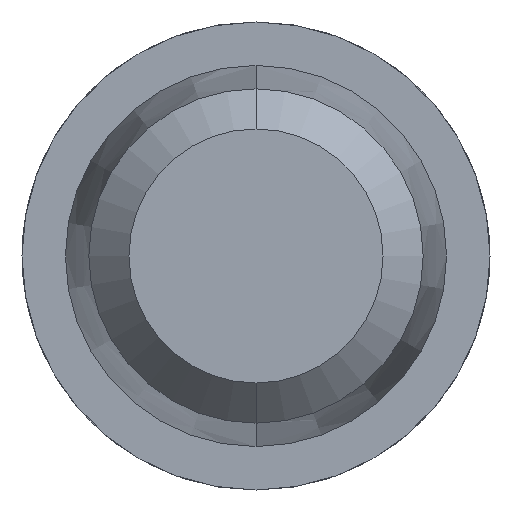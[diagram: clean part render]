
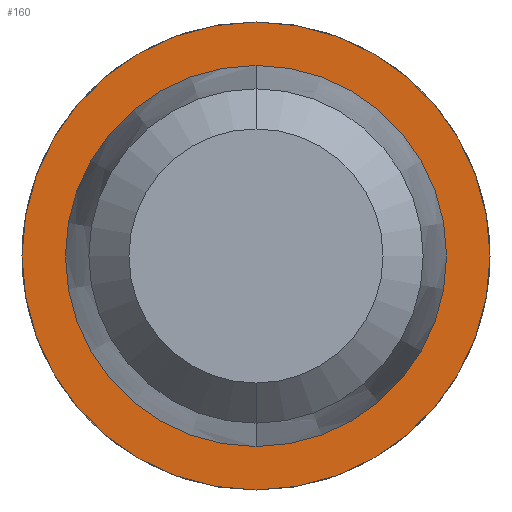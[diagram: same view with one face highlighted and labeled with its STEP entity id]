
A CAD part, front view. The second image highlights one B-rep face of the part: STEP entity #160.
In plain terms, the highlighted planar face has unit normal (0, -1, 0).
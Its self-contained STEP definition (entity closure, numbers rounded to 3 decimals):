
#8 = CIRCLE ( 'NONE', #3291, 0.7 ) ;
#65 = DIRECTION ( 'NONE',  ( 0., -1., 0. ) ) ;
#160 = ADVANCED_FACE ( 'Defeature ausgef�hrt2_14', ( #2311, #706 ), #1214, .T. ) ;
#361 = AXIS2_PLACEMENT_3D ( 'NONE', #2016, #3298, #2346 ) ;
#428 = CARTESIAN_POINT ( 'NONE',  ( 0., 26., 0.57 ) ) ;
#618 = DIRECTION ( 'NONE',  ( 0., 0., -1. ) ) ;
#706 = FACE_BOUND ( 'NONE', #2707, .T. ) ;
#762 = EDGE_CURVE ( 'Defeature ausgef�hrt2_13+Defeature ausgef�hrt2_14+Defeature ausgef�hrt2_14+Defeature ausgef�hrt2_14', #1104, #3865, #3888, .T. ) ;
#1072 = ORIENTED_EDGE ( 'NONE', *, *, #762, .F. ) ;
#1104 = VERTEX_POINT ( 'NONE', #4022 ) ;
#1197 = AXIS2_PLACEMENT_3D ( 'NONE', #3815, #1898, #618 ) ;
#1214 = PLANE ( 'NONE',  #2479 ) ;
#1266 = EDGE_LOOP ( 'NONE', ( #4019, #3148 ) ) ;
#1540 = CARTESIAN_POINT ( 'NONE',  ( 0.57, 26., 0. ) ) ;
#1543 = CARTESIAN_POINT ( 'NONE',  ( 0., 26., 0. ) ) ;
#1845 = DIRECTION ( 'NONE',  ( 0., -1., 0. ) ) ;
#1898 = DIRECTION ( 'NONE',  ( 0., -1., 0. ) ) ;
#2016 = CARTESIAN_POINT ( 'NONE',  ( 0., 26., 0. ) ) ;
#2308 = CARTESIAN_POINT ( 'NONE',  ( 0., 26., 0. ) ) ;
#2311 = FACE_OUTER_BOUND ( 'NONE', #1266, .T. ) ;
#2346 = DIRECTION ( 'NONE',  ( 0., 0., -1. ) ) ;
#2479 = AXIS2_PLACEMENT_3D ( 'NONE', #1540, #1845, #3766 ) ;
#2594 = CIRCLE ( 'NONE', #3752, 0.7 ) ;
#2707 = EDGE_LOOP ( 'NONE', ( #3539, #1072 ) ) ;
#2797 = CARTESIAN_POINT ( 'NONE',  ( 0., 26., -0.7 ) ) ;
#2875 = CARTESIAN_POINT ( 'NONE',  ( 0., 26., 0.7 ) ) ;
#2985 = VERTEX_POINT ( 'NONE', #2875 ) ;
#3148 = ORIENTED_EDGE ( 'NONE', *, *, #3789, .T. ) ;
#3156 = EDGE_CURVE ( 'Defeature ausgef�hrt2_13+Defeature ausgef�hrt2_14+Defeature ausgef�hrt2_14+Defeature ausgef�hrt2_14', #3865, #1104, #3312, .T. ) ;
#3227 = DIRECTION ( 'NONE',  ( 0., 0., -1. ) ) ;
#3291 = AXIS2_PLACEMENT_3D ( 'NONE', #1543, #3444, #4112 ) ;
#3298 = DIRECTION ( 'NONE',  ( 0., -1., 0. ) ) ;
#3312 = CIRCLE ( 'NONE', #361, 0.57 ) ;
#3366 = EDGE_CURVE ( 'Defeature ausgef�hrt2_14+Defeature ausgef�hrt2_15+Defeature ausgef�hrt2_15+Defeature ausgef�hrt2_15', #4086, #2985, #2594, .T. ) ;
#3444 = DIRECTION ( 'NONE',  ( 0., -1., 0. ) ) ;
#3539 = ORIENTED_EDGE ( 'NONE', *, *, #3156, .F. ) ;
#3752 = AXIS2_PLACEMENT_3D ( 'NONE', #2308, #65, #3227 ) ;
#3766 = DIRECTION ( 'NONE',  ( 0., 0., -1. ) ) ;
#3789 = EDGE_CURVE ( 'Defeature ausgef�hrt2_14+Defeature ausgef�hrt2_15+Defeature ausgef�hrt2_15+Defeature ausgef�hrt2_15', #2985, #4086, #8, .T. ) ;
#3815 = CARTESIAN_POINT ( 'NONE',  ( 0., 26., 0. ) ) ;
#3865 = VERTEX_POINT ( 'NONE', #428 ) ;
#3888 = CIRCLE ( 'NONE', #1197, 0.57 ) ;
#4019 = ORIENTED_EDGE ( 'NONE', *, *, #3366, .T. ) ;
#4022 = CARTESIAN_POINT ( 'NONE',  ( 0., 26., -0.57 ) ) ;
#4086 = VERTEX_POINT ( 'NONE', #2797 ) ;
#4112 = DIRECTION ( 'NONE',  ( 0., 0., -1. ) ) ;
